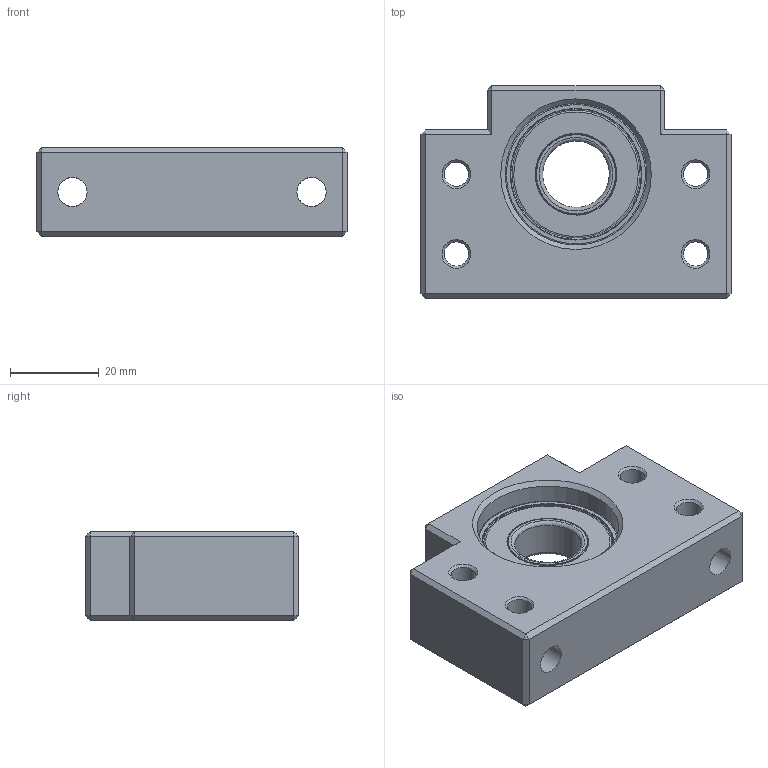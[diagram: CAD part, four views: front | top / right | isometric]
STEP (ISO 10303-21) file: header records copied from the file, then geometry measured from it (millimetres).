
FILE_DESCRIPTION (( 'STEP AP214' ), '1' );
FILE_NAME ('BFN15-Rollco.step', '2023-04-27T09:35:01', ( '' ), ( '' ), 'SwSTEP 2.0', 'SolidWorks 2010', '' );
FILE_SCHEMA (( 'AUTOMOTIVE_DESIGN' ));
Length unit declared in the file: millimetre
Products named in the file (5): 6002_Inner_Ring; 6002_Outer_Ring; 6002_Bearing_Sealing; BF15; BFN15-Rollco
Assembly tree (5 placements, depth 2):
  BFN15-Rollco
    6002_Bearing_Sealing  x2
    BF15
    6002_Outer_Ring
    6002_Inner_Ring
Bounding box: 70 x 48 x 20 mm (x, y, z)
Volume: 42715.4 mm3; surface area: 18228.9 mm2
Topology: 5 solids, 5 shells, 129 faces, 291 edges, 174 vertices
Faces by surface type: plane 58, bspline 30, cylinder 27, cone 14
Full cylindrical faces by diameter (mm): 5.5 x8, 6.6 x2, 11 x2, 15 x1, 18.05 x2, 18.47 x2, 19.65 x2, 27.5 x2, 29.5 x4, 32 x2
Entity records: 4945 total; most frequent: CARTESIAN_POINT 2555, DIRECTION 412, ORIENTED_EDGE 382, EDGE_LOOP 218, EDGE_CURVE 191, FACE_OUTER_BOUND 171, AXIS2_PLACEMENT_3D 163, VERTEX_POINT 149
